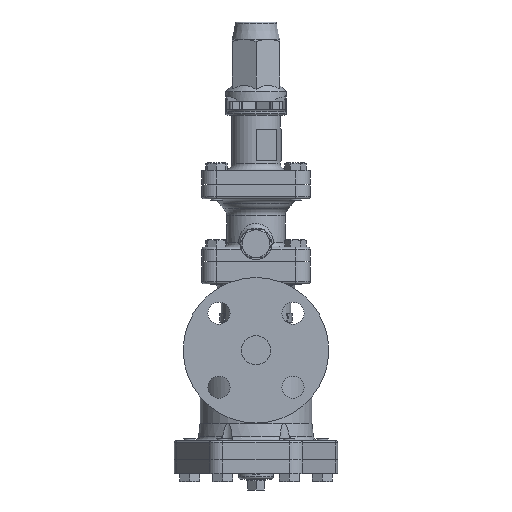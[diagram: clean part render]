
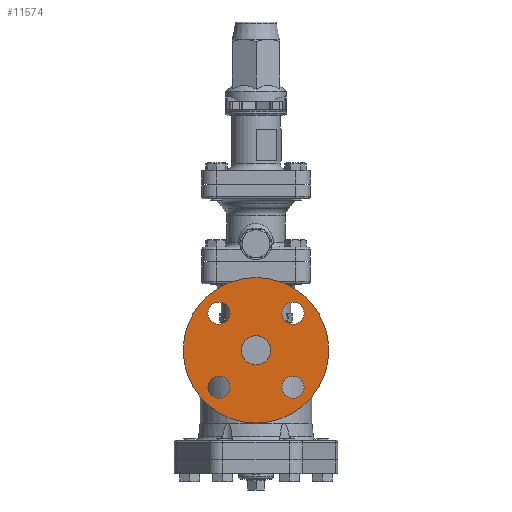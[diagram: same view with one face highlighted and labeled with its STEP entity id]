
A CAD part, left-side view. The second image highlights one B-rep face of the part: STEP entity #11574.
In plain terms, the highlighted planar face has unit normal (-1, 0, 0).
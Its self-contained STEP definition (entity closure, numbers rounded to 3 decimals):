
#1105=FACE_BOUND('',#2827,.T.);
#1106=FACE_BOUND('',#2828,.T.);
#1107=FACE_BOUND('',#2829,.T.);
#1108=FACE_BOUND('',#2830,.T.);
#1109=FACE_BOUND('',#2831,.T.);
#1368=CIRCLE('',#12467,62.5);
#1370=CIRCLE('',#12470,12.5);
#1371=CIRCLE('',#12473,9.5);
#1372=CIRCLE('',#12475,9.5);
#1373=CIRCLE('',#12477,9.5);
#1374=CIRCLE('',#12479,9.5);
#1987=FACE_OUTER_BOUND('',#2826,.T.);
#2826=EDGE_LOOP('',(#8372));
#2827=EDGE_LOOP('',(#8373));
#2828=EDGE_LOOP('',(#8374));
#2829=EDGE_LOOP('',(#8375));
#2830=EDGE_LOOP('',(#8376));
#2831=EDGE_LOOP('',(#8377));
#5049=VERTEX_POINT('',#19085);
#5051=VERTEX_POINT('',#19090);
#5052=VERTEX_POINT('',#19094);
#5053=VERTEX_POINT('',#19097);
#5054=VERTEX_POINT('',#19100);
#5055=VERTEX_POINT('',#19103);
#6289=EDGE_CURVE('',#5049,#5049,#1368,.T.);
#6291=EDGE_CURVE('',#5051,#5051,#1370,.T.);
#6292=EDGE_CURVE('',#5052,#5052,#1371,.T.);
#6293=EDGE_CURVE('',#5053,#5053,#1372,.T.);
#6294=EDGE_CURVE('',#5054,#5054,#1373,.T.);
#6295=EDGE_CURVE('',#5055,#5055,#1374,.T.);
#8372=ORIENTED_EDGE('',*,*,#6289,.F.);
#8373=ORIENTED_EDGE('',*,*,#6291,.T.);
#8374=ORIENTED_EDGE('',*,*,#6292,.T.);
#8375=ORIENTED_EDGE('',*,*,#6293,.T.);
#8376=ORIENTED_EDGE('',*,*,#6294,.T.);
#8377=ORIENTED_EDGE('',*,*,#6295,.T.);
#11198=PLANE('',#12480);
#11574=ADVANCED_FACE('',(#1987,#1105,#1106,#1107,#1108,#1109),#11198,.F.);
#12467=AXIS2_PLACEMENT_3D('',#19086,#14162,#14163);
#12470=AXIS2_PLACEMENT_3D('',#19091,#14168,#14169);
#12473=AXIS2_PLACEMENT_3D('',#19095,#14174,#14175);
#12475=AXIS2_PLACEMENT_3D('',#19098,#14178,#14179);
#12477=AXIS2_PLACEMENT_3D('',#19101,#14182,#14183);
#12479=AXIS2_PLACEMENT_3D('',#19104,#14186,#14187);
#12480=AXIS2_PLACEMENT_3D('',#19105,#14188,#14189);
#14162=DIRECTION('center_axis',(1.,0.,0.));
#14163=DIRECTION('ref_axis',(0.,0.,1.));
#14168=DIRECTION('center_axis',(1.,0.,0.));
#14169=DIRECTION('ref_axis',(0.,0.,1.));
#14174=DIRECTION('center_axis',(1.,0.,0.));
#14175=DIRECTION('ref_axis',(0.,-1.,0.));
#14178=DIRECTION('center_axis',(1.,0.,0.));
#14179=DIRECTION('ref_axis',(0.,0.,1.));
#14182=DIRECTION('center_axis',(1.,0.,0.));
#14183=DIRECTION('ref_axis',(0.,1.,0.));
#14186=DIRECTION('center_axis',(1.,0.,0.));
#14187=DIRECTION('ref_axis',(0.,0.,-1.));
#14188=DIRECTION('center_axis',(1.,0.,0.));
#14189=DIRECTION('ref_axis',(0.,0.,-1.));
#19085=CARTESIAN_POINT('',(-94.,0.,31.5));
#19086=CARTESIAN_POINT('Origin',(-94.,0.,94.));
#19090=CARTESIAN_POINT('',(-94.,0.,81.5));
#19091=CARTESIAN_POINT('Origin',(-94.,0.,94.));
#19094=CARTESIAN_POINT('',(-94.,22.32,62.18));
#19095=CARTESIAN_POINT('Origin',(-94.,31.82,62.18));
#19097=CARTESIAN_POINT('',(-94.,-31.82,71.68));
#19098=CARTESIAN_POINT('Origin',(-94.,-31.82,62.18));
#19100=CARTESIAN_POINT('',(-94.,-22.32,125.82));
#19101=CARTESIAN_POINT('Origin',(-94.,-31.82,125.82));
#19103=CARTESIAN_POINT('',(-94.,31.82,116.32));
#19104=CARTESIAN_POINT('Origin',(-94.,31.82,125.82));
#19105=CARTESIAN_POINT('Origin',(-94.,0.,94.));
